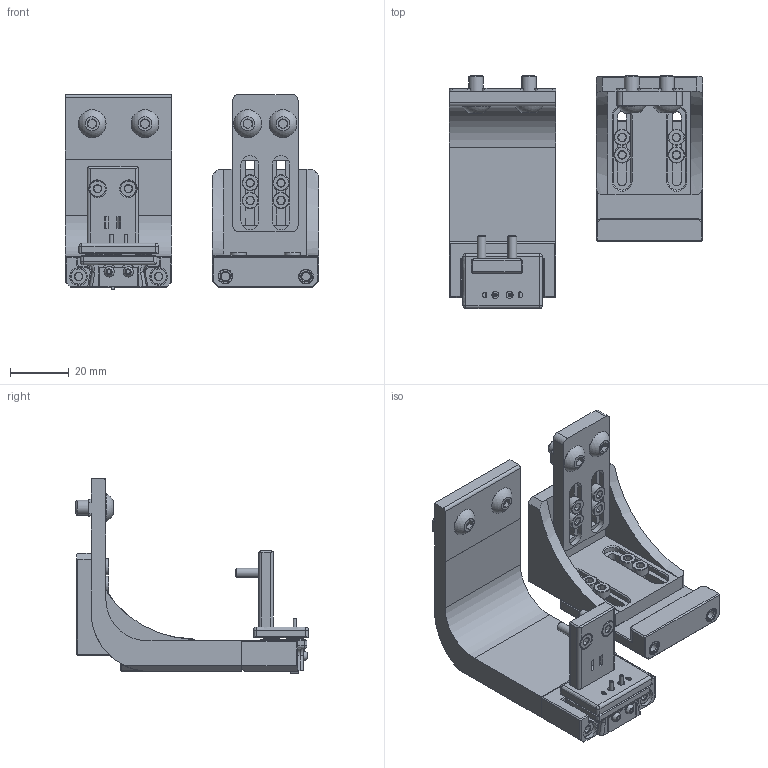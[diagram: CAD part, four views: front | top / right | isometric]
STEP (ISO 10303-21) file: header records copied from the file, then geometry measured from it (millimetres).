
FILE_DESCRIPTION(/* description */ (''),/* implementation_level */ '2;1');
FILE_NAME(/* name */ 'KlickyProbe_JosAr_AB v2.step',/* time_stamp */ '2021-05-10T16:19:23+01:00',/* author */ (''),/* organization */ (''),/* preprocessor_version */ 'ST-DEVELOPER v18.1',/* originating_system */ 'Autodesk Translation Framework v10.6.0.1341',/* authorisation */ '');
FILE_SCHEMA (('AUTOMOTIVE_DESIGN { 1 0 10303 214 3 1 1 }'));
Length unit declared in the file: millimetre
Products named in the file (30): KlickyProbe_JosAr_AB; Klicky Probe; AB mount; M3x10 SHCS; 3x6mm Magnet; Wire; Isolator; Conductor; Wire(Mirror); Isolator (1); Conductor (1); Probe v2; D2F (1); D2F_BASE (1); D2F_ACTUATOR (1); 3x6mm Magnet (1); 3x6mm Magnet (2); 3x6mm Magnet (3); 3x6mm Magnet (4); M2x8 Self-tapping Screw; Probe Dock v2; M3x20 SHCS; 3x6mm Magnet (5); Dock Mount variable; M5x10 BHCS (1); M3x8 SHCS (1); M3 Threaded Insert (1); Dock Mount fixed; M5x10 BHCS; M3 Threaded Insert
Assembly tree (45 placements, depth 5):
  KlickyProbe_JosAr_AB
    Klicky Probe
      AB mount
        M3x10 SHCS  x2
        3x6mm Magnet  x3
        Wire
          Isolator
          Conductor
        Wire(Mirror)
          Isolator (1)
          Conductor (1)
      Probe v2
        D2F (1)
          D2F_BASE (1)
          D2F_ACTUATOR (1)
        3x6mm Magnet (1)
        3x6mm Magnet (2)
        3x6mm Magnet (3)
        3x6mm Magnet (4)
        M2x8 Self-tapping Screw  x2
      Probe Dock v2
        M3x20 SHCS  x2
        3x6mm Magnet (5)
      Dock Mount variable
        M5x10 BHCS (1)  x2
        M3x8 SHCS (1)  x8
        M3 Threaded Insert (1)  x2
      Dock Mount fixed
        M5x10 BHCS  x2
        M3 Threaded Insert  x2
Bounding box: 86.25 x 79.33 x 66.42 mm (x, y, z)
Volume: 67742.6 mm3; surface area: 38234.8 mm2
Topology: 43 solids, 43 shells, 1540 faces, 3836 edges, 2442 vertices
Faces by surface type: plane 669, bspline 335, cylinder 313, cone 202, sphere 13, torus 8
Full cylindrical faces by diameter (mm): 0.65 x4, 1.2 x2, 1.8 x2, 2 x3, 2.385 x2, 2.9 x4, 3 x12, 3.5 x4, 3.6 x2, 4.2 x4, 4.25 x4, 4.6 x4, 4.7 x12, 5 x4, 5.4 x4, 5.5 x12, 6 x11, 9.5 x4
Entity records: 36920 total; most frequent: CARTESIAN_POINT 11655, ORIENTED_EDGE 5386, DIRECTION 4584, EDGE_CURVE 2693, VERTEX_POINT 1735, AXIS2_PLACEMENT_3D 1591, LINE 1402, VECTOR 1402
